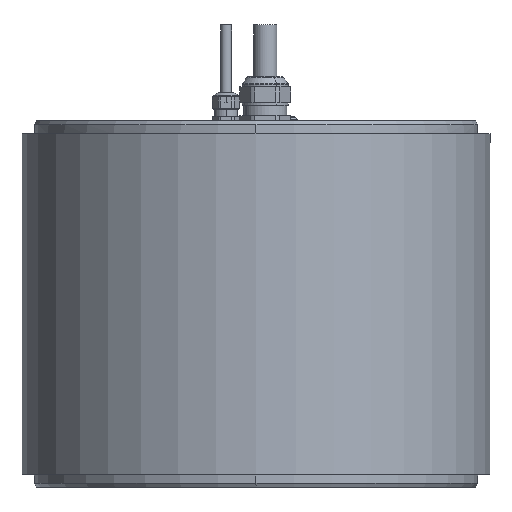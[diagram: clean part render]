
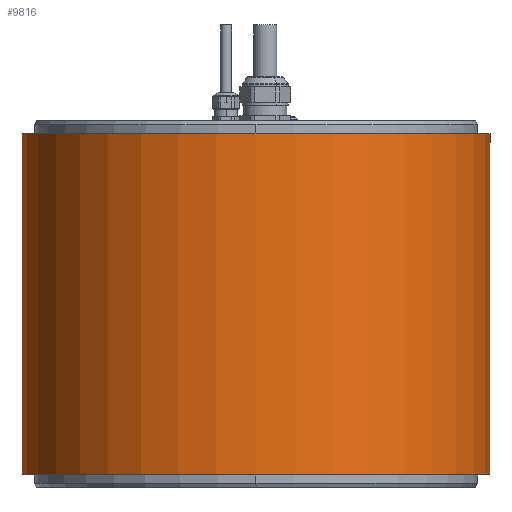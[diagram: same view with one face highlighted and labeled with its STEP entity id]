
A CAD part, front view. The second image highlights one B-rep face of the part: STEP entity #9816.
In plain terms, the highlighted cylindrical face has radius 121.5 mm (diameter 243 mm), a partial arc.
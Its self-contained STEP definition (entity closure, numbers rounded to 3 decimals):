
#1622=CARTESIAN_POINT('',(0.,0.,-6.6));
#1623=DIRECTION('',(0.,0.,1.));
#1624=DIRECTION('',(-0.243,0.97,0.));
#1625=AXIS2_PLACEMENT_3D('',#1622,#1623,#1624);
#1627=DIRECTION('',(0.,0.,1.));
#1628=VECTOR('',#1627,176.8);
#1629=CARTESIAN_POINT('',(29.5,117.864,-183.4));
#1630=LINE('',#1629,#1628);
#1631=CARTESIAN_POINT('',(0.,0.,-183.4));
#1632=DIRECTION('',(0.,0.,-1.));
#1633=DIRECTION('',(0.243,0.97,0.));
#1634=AXIS2_PLACEMENT_3D('',#1631,#1632,#1633);
#1636=DIRECTION('',(0.,0.,1.));
#1637=VECTOR('',#1636,176.8);
#1638=CARTESIAN_POINT('',(-29.5,117.864,-183.4));
#1639=LINE('',#1638,#1637);
#6319=CARTESIAN_POINT('',(-29.5,117.864,-183.4));
#6320=CARTESIAN_POINT('',(29.5,117.864,-183.4));
#6321=VERTEX_POINT('',#6319);
#6322=VERTEX_POINT('',#6320);
#6323=CARTESIAN_POINT('',(-29.5,117.864,-6.6));
#6324=CARTESIAN_POINT('',(29.5,117.864,-6.6));
#6325=VERTEX_POINT('',#6323);
#6326=VERTEX_POINT('',#6324);
#9804=CARTESIAN_POINT('',(0.,0.,2.24));
#9805=DIRECTION('',(0.,0.,-1.));
#9806=DIRECTION('',(1.,0.,0.));
#9807=AXIS2_PLACEMENT_3D('',#9804,#9805,#9806);
#9808=CYLINDRICAL_SURFACE('',#9807,121.5);
#9810=ORIENTED_EDGE('',*,*,#9809,.T.);
#9811=ORIENTED_EDGE('',*,*,#9769,.F.);
#9812=ORIENTED_EDGE('',*,*,#9793,.T.);
#9813=ORIENTED_EDGE('',*,*,#9773,.T.);
#9814=EDGE_LOOP('',(#9810,#9811,#9812,#9813));
#9815=FACE_OUTER_BOUND('',#9814,.F.);
#9816=ADVANCED_FACE('',(#9815),#9808,.T.);
#1626=CIRCLE('',#1625,121.5);
#1635=CIRCLE('',#1634,121.5);
#9769=EDGE_CURVE('',#6322,#6326,#1630,.T.);
#9773=EDGE_CURVE('',#6321,#6325,#1639,.T.);
#9793=EDGE_CURVE('',#6322,#6321,#1635,.T.);
#9809=EDGE_CURVE('',#6325,#6326,#1626,.T.);
